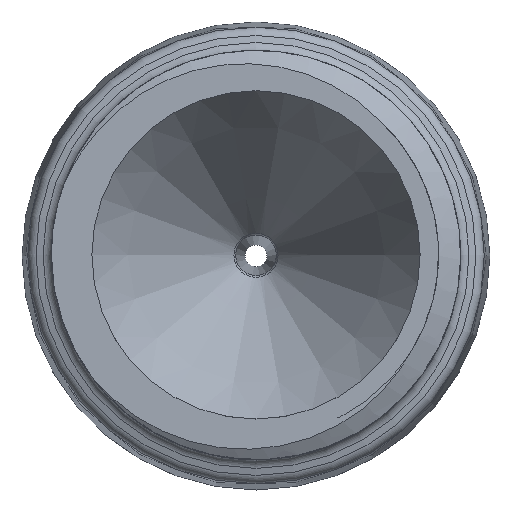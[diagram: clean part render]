
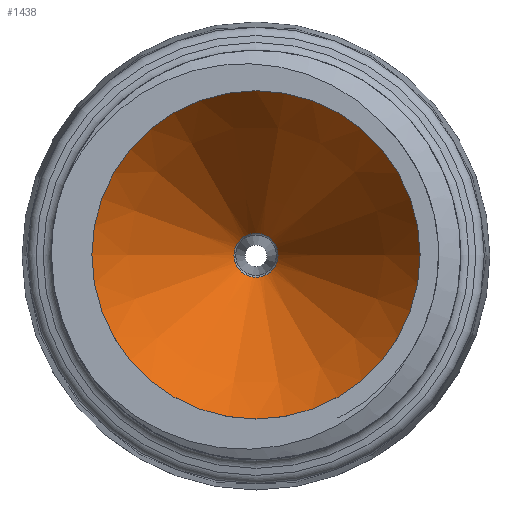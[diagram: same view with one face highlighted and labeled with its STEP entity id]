
A CAD part, top view. The second image highlights one B-rep face of the part: STEP entity #1438.
In plain terms, the highlighted conical face has half-angle 32.4 degrees and reference radius 3.175 mm.
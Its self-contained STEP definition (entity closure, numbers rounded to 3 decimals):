
#167=LINE('',#4235,#211);
#211=VECTOR('',#2062,3.175);
#236=CONICAL_SURFACE('',#1642,3.175,0.565);
#299=FACE_OUTER_BOUND('',#393,.T.);
#393=EDGE_LOOP('',(#1240,#1241,#1242,#1243,#1244,#1245));
#510=CIRCLE('',#1639,0.759);
#511=CIRCLE('',#1640,0.759);
#513=CIRCLE('',#1643,5.65);
#514=CIRCLE('',#1644,5.65);
#664=VERTEX_POINT('',#4225);
#665=VERTEX_POINT('',#4227);
#666=VERTEX_POINT('',#4232);
#667=VERTEX_POINT('',#4233);
#866=EDGE_CURVE('',#664,#665,#510,.T.);
#867=EDGE_CURVE('',#665,#664,#511,.T.);
#869=EDGE_CURVE('',#666,#667,#513,.T.);
#870=EDGE_CURVE('',#667,#664,#167,.T.);
#871=EDGE_CURVE('',#667,#666,#514,.T.);
#1240=ORIENTED_EDGE('',*,*,#869,.T.);
#1241=ORIENTED_EDGE('',*,*,#870,.T.);
#1242=ORIENTED_EDGE('',*,*,#867,.F.);
#1243=ORIENTED_EDGE('',*,*,#866,.F.);
#1244=ORIENTED_EDGE('',*,*,#870,.F.);
#1245=ORIENTED_EDGE('',*,*,#871,.T.);
#1438=ADVANCED_FACE('',(#299),#236,.F.);
#1639=AXIS2_PLACEMENT_3D('',#4228,#2052,#2053);
#1640=AXIS2_PLACEMENT_3D('',#4229,#2054,#2055);
#1642=AXIS2_PLACEMENT_3D('',#4231,#2058,#2059);
#1643=AXIS2_PLACEMENT_3D('',#4234,#2060,#2061);
#1644=AXIS2_PLACEMENT_3D('',#4236,#2063,#2064);
#2052=DIRECTION('center_axis',(0.,0.,1.));
#2053=DIRECTION('ref_axis',(-1.,0.,0.));
#2054=DIRECTION('center_axis',(0.,0.,1.));
#2055=DIRECTION('ref_axis',(-1.,0.,0.));
#2058=DIRECTION('center_axis',(0.,0.,1.));
#2059=DIRECTION('ref_axis',(1.,0.,0.));
#2060=DIRECTION('center_axis',(0.,0.,1.));
#2061=DIRECTION('ref_axis',(1.,0.,0.));
#2062=DIRECTION('',(0.536,0.,-0.844));
#2063=DIRECTION('center_axis',(0.,0.,1.));
#2064=DIRECTION('ref_axis',(1.,0.,0.));
#4225=CARTESIAN_POINT('',(-0.759,0.,-7.707));
#4227=CARTESIAN_POINT('',(0.759,0.,-7.707));
#4228=CARTESIAN_POINT('Origin',(0.,0.,-7.707));
#4229=CARTESIAN_POINT('Origin',(0.,0.,-7.707));
#4231=CARTESIAN_POINT('Origin',(0.,0.,-3.9));
#4232=CARTESIAN_POINT('',(5.65,0.,0.));
#4233=CARTESIAN_POINT('',(-5.65,0.,0.));
#4234=CARTESIAN_POINT('Origin',(0.,0.,0.));
#4235=CARTESIAN_POINT('',(-3.175,0.,-3.9));
#4236=CARTESIAN_POINT('Origin',(0.,0.,0.));
